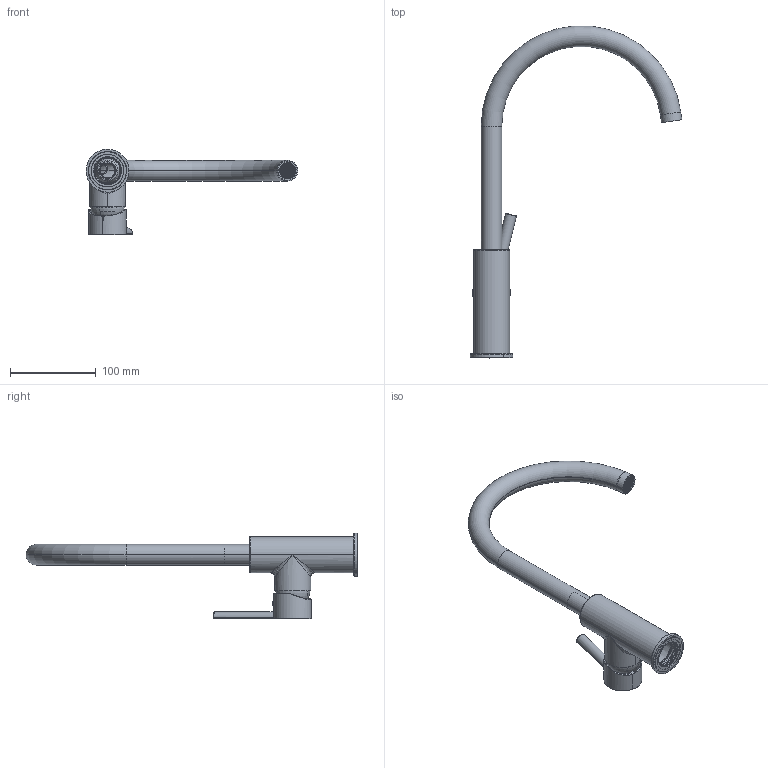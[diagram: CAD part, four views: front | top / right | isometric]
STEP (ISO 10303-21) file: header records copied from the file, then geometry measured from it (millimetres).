
FILE_DESCRIPTION (( 'STEP AP203' ), '1' );
FILE_NAME ('33EP08974.STEP', '2023-10-16T10:57:10', ( '' ), ( '' ), 'SwSTEP 2.0', 'SolidWorks 2021', '' );
FILE_SCHEMA (( 'CONFIG_CONTROL_DESIGN' ));
Length unit declared in the file: millimetre
Products named in the file (1): 33EP08974
Bounding box: 246.85 x 386.96 x 99.56 mm (x, y, z)
Volume: 109442.4 mm3; surface area: 141342.6 mm2
Topology: 11 solids, 11 shells, 978 faces, 2748 edges, 1757 vertices
Faces by surface type: plane 654, cylinder 181, bspline 50, cone 46, torus 33, sphere 14
Entity records: 49169 total; most frequent: CARTESIAN_POINT 25210, ORIENTED_EDGE 5452, DIRECTION 4190, EDGE_CURVE 2726, VERTEX_POINT 1757, VECTOR 1472, LINE 1472, AXIS2_PLACEMENT_3D 1359
